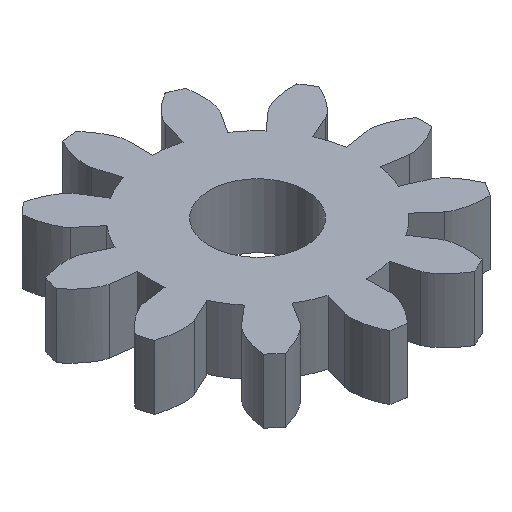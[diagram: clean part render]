
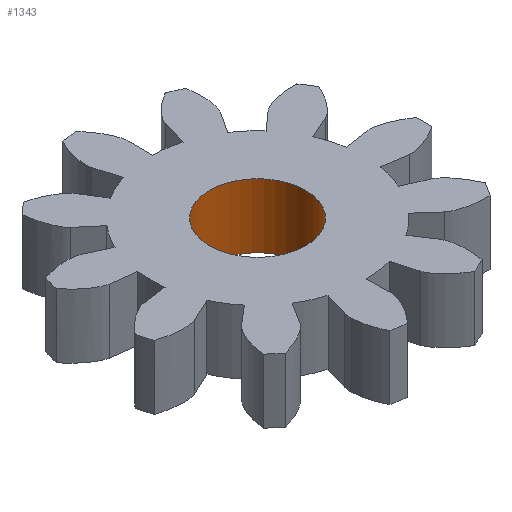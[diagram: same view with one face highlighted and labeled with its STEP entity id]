
A CAD part, isometric view. The second image highlights one B-rep face of the part: STEP entity #1343.
In plain terms, the highlighted cylindrical face has radius 0.75 mm (diameter 1.5 mm), a full revolution.
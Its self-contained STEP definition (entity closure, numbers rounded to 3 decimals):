
#21=FACE_BOUND('',#296,.T.);
#45=CIRCLE('',#1375,0.75);
#67=CIRCLE('',#1438,0.75);
#89=CYLINDRICAL_SURFACE('',#1439,0.75);
#224=FACE_OUTER_BOUND('',#295,.T.);
#295=EDGE_LOOP('',(#1246));
#296=EDGE_LOOP('',(#1247));
#590=VERTEX_POINT('',#2211);
#651=VERTEX_POINT('',#3135);
#729=EDGE_CURVE('',#590,#590,#45,.T.);
#851=EDGE_CURVE('',#651,#651,#67,.T.);
#1246=ORIENTED_EDGE('',*,*,#851,.F.);
#1247=ORIENTED_EDGE('',*,*,#729,.T.);
#1343=ADVANCED_FACE('',(#224,#21),#89,.F.);
#1375=AXIS2_PLACEMENT_3D('',#2212,#1530,#1531);
#1438=AXIS2_PLACEMENT_3D('',#3136,#1736,#1737);
#1439=AXIS2_PLACEMENT_3D('',#3137,#1738,#1739);
#1530=DIRECTION('center_axis',(0.,0.,-1.));
#1531=DIRECTION('ref_axis',(1.,0.,0.));
#1736=DIRECTION('center_axis',(0.,0.,-1.));
#1737=DIRECTION('ref_axis',(1.,0.,0.));
#1738=DIRECTION('center_axis',(0.,0.,1.));
#1739=DIRECTION('ref_axis',(1.,0.,0.));
#2211=CARTESIAN_POINT('',(-0.75,0.,0.));
#2212=CARTESIAN_POINT('Origin',(0.,0.,0.));
#3135=CARTESIAN_POINT('',(-0.75,0.,1.));
#3136=CARTESIAN_POINT('Origin',(0.,0.,1.));
#3137=CARTESIAN_POINT('Origin',(0.,0.,0.));
